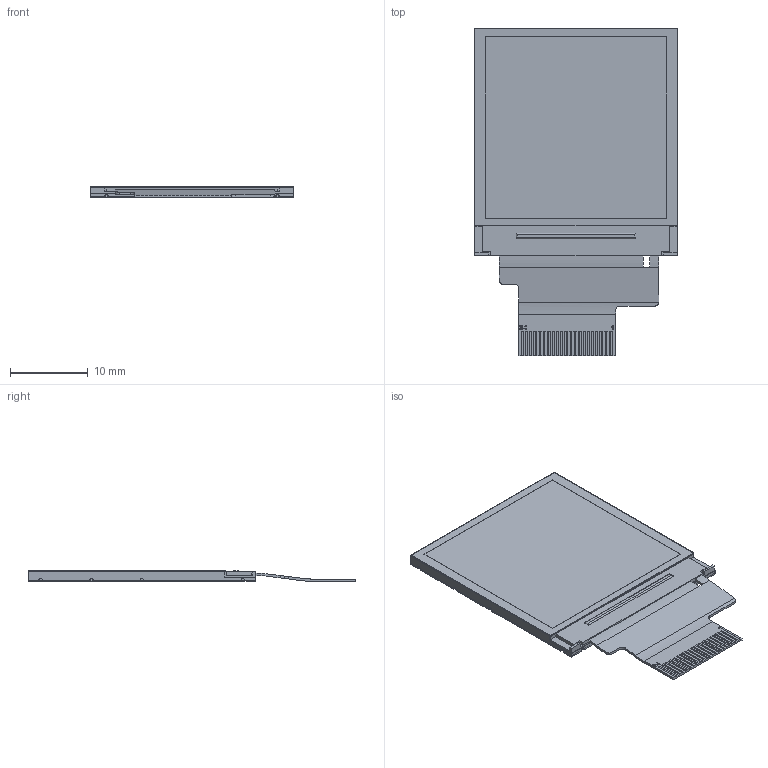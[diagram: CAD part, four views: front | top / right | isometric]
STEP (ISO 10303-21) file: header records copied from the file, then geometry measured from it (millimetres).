
FILE_DESCRIPTION(/* description */ ('Unknown'),/* implementation_level */ '2;1');
FILE_NAME(/* name */ '1.3 TFT IPS - 24 Pin - Socket Flat',/* time_stamp */ '2019-10-07T18:09:20-04:00',/* author */ ('John Loeffler'),/* organization */ ('Unknown'),/* preprocessor_version */ 'ST-DEVELOPER v16.7',/* originating_system */ 'DEX',/* authorisation */ $);
FILE_SCHEMA (('AUTOMOTIVE_DESIGN {1 0 10303 214 3 1 1}'));
Length unit declared in the file: millimetre
Products named in the file (1): 1.3 TFT IPS - 24 Pin - Socket Flat
Bounding box: 26.24 x 42.24 x 1.46 mm (x, y, z)
Volume: 1135.6 mm3; surface area: 2392.2 mm2
Topology: 1 solids, 21 shells, 701 faces, 1885 edges, 1228 vertices
Faces by surface type: plane 575, bspline 74, cylinder 52
Entity records: 29559 total; most frequent: CARTESIAN_POINT 8390, ORIENTED_EDGE 3742, DIRECTION 2688, EDGE_CURVE 1871, VERTEX_POINT 1228, LINE 1008, VECTOR 1008, AXIS2_PLACEMENT_3D 840
